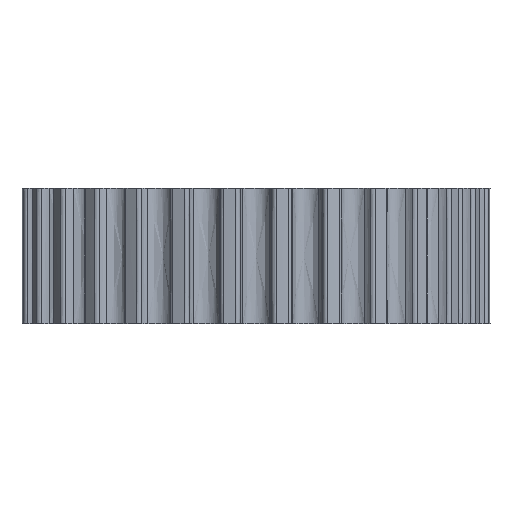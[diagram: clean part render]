
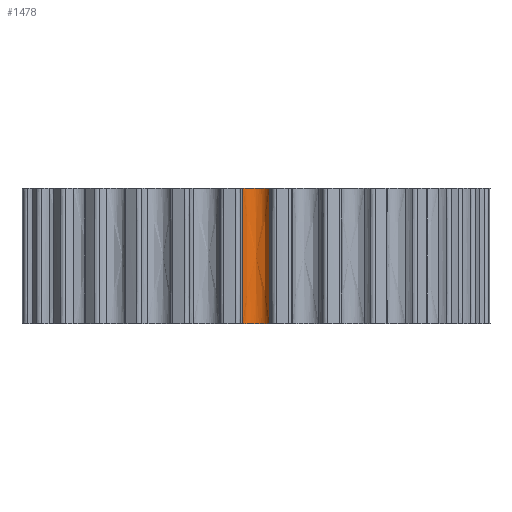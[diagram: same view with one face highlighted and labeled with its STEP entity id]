
A CAD part, left-side view. The second image highlights one B-rep face of the part: STEP entity #1478.
In plain terms, the highlighted face is a extrusion surface.
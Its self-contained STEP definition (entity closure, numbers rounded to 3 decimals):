
#1451 = VERTEX_POINT('',#1452);
#1452 = CARTESIAN_POINT('',(-8.22,0.499,5.));
#1458 = EDGE_CURVE('',#1459,#1451,#1461,.T.);
#1459 = VERTEX_POINT('',#1460);
#1460 = CARTESIAN_POINT('',(-8.22,0.499,0.));
#1461 = LINE('',#1462,#1463);
#1462 = CARTESIAN_POINT('',(-8.22,0.499,0.));
#1463 = VECTOR('',#1464,1.);
#1464 = DIRECTION('',(0.,0.,1.));
#1478 = ADVANCED_FACE('',(#1479),#1504,.F.);
#1479 = FACE_BOUND('',#1480,.F.);
#1480 = EDGE_LOOP('',(#1481,#1482,#1490,#1498));
#1481 = ORIENTED_EDGE('',*,*,#1458,.T.);
#1482 = ORIENTED_EDGE('',*,*,#1483,.T.);
#1483 = EDGE_CURVE('',#1451,#1484,#1486,.T.);
#1484 = VERTEX_POINT('',#1485);
#1485 = CARTESIAN_POINT('',(-8.22,-0.499,5.));
#1486 = ( BOUNDED_CURVE() B_SPLINE_CURVE(2,(#1487,#1488,#1489),
.UNSPECIFIED.,.F.,.F.) B_SPLINE_CURVE_WITH_KNOTS((3,3),(0.,
2.234),.PIECEWISE_BEZIER_KNOTS.) CURVE() 
GEOMETRIC_REPRESENTATION_ITEM() RATIONAL_B_SPLINE_CURVE((1.,
0.438,1.)) REPRESENTATION_ITEM('') );
#1487 = CARTESIAN_POINT('',(-8.22,0.499,5.));
#1488 = CARTESIAN_POINT('',(-7.197,0.,5.));
#1489 = CARTESIAN_POINT('',(-8.22,-0.499,5.));
#1490 = ORIENTED_EDGE('',*,*,#1491,.F.);
#1491 = EDGE_CURVE('',#1492,#1484,#1494,.T.);
#1492 = VERTEX_POINT('',#1493);
#1493 = CARTESIAN_POINT('',(-8.22,-0.499,0.));
#1494 = LINE('',#1495,#1496);
#1495 = CARTESIAN_POINT('',(-8.22,-0.499,0.));
#1496 = VECTOR('',#1497,1.);
#1497 = DIRECTION('',(0.,0.,1.));
#1498 = ORIENTED_EDGE('',*,*,#1499,.F.);
#1499 = EDGE_CURVE('',#1459,#1492,#1500,.T.);
#1500 = ( BOUNDED_CURVE() B_SPLINE_CURVE(2,(#1501,#1502,#1503),
.UNSPECIFIED.,.F.,.F.) B_SPLINE_CURVE_WITH_KNOTS((3,3),(0.,
2.234),.PIECEWISE_BEZIER_KNOTS.) CURVE() 
GEOMETRIC_REPRESENTATION_ITEM() RATIONAL_B_SPLINE_CURVE((1.,
0.438,1.)) REPRESENTATION_ITEM('') );
#1501 = CARTESIAN_POINT('',(-8.22,0.499,0.));
#1502 = CARTESIAN_POINT('',(-7.197,0.,0.));
#1503 = CARTESIAN_POINT('',(-8.22,-0.499,0.));
#1504 = SURFACE_OF_LINEAR_EXTRUSION('',#1505,#1509);
#1505 = ( BOUNDED_CURVE() B_SPLINE_CURVE(2,(#1506,#1507,#1508),
.UNSPECIFIED.,.F.,.F.) B_SPLINE_CURVE_WITH_KNOTS((3,3),(0.,
2.234),.PIECEWISE_BEZIER_KNOTS.) CURVE() 
GEOMETRIC_REPRESENTATION_ITEM() RATIONAL_B_SPLINE_CURVE((1.,
0.438,1.)) REPRESENTATION_ITEM('') );
#1506 = CARTESIAN_POINT('',(-8.22,0.499,0.));
#1507 = CARTESIAN_POINT('',(-7.197,0.,0.));
#1508 = CARTESIAN_POINT('',(-8.22,-0.499,0.));
#1509 = VECTOR('',#1510,1.);
#1510 = DIRECTION('',(-0.,-0.,-1.));
